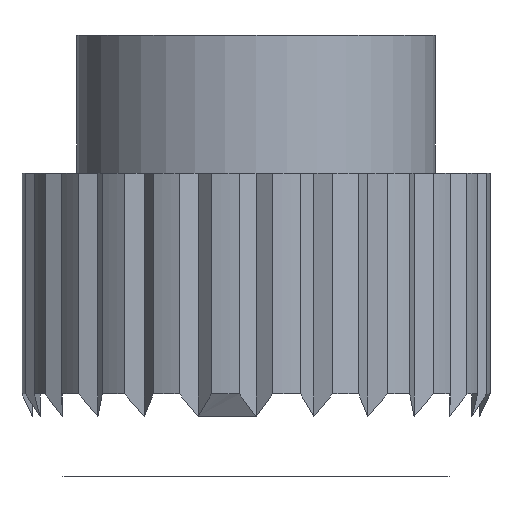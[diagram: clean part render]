
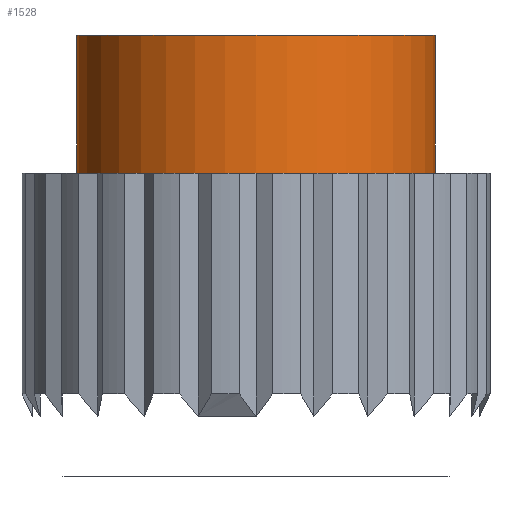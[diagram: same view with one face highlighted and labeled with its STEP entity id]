
A CAD part, front view. The second image highlights one B-rep face of the part: STEP entity #1528.
In plain terms, the highlighted cylindrical face has radius 6.5 mm (diameter 13 mm), a full revolution.
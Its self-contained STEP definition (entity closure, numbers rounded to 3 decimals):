
#43=CYLINDRICAL_SURFACE('',#1678,6.5);
#169=LINE('',#2632,#293);
#293=VECTOR('',#2076,6.5);
#423=FACE_OUTER_BOUND('',#507,.T.);
#507=EDGE_LOOP('',(#1391,#1392,#1393,#1394));
#558=CIRCLE('',#1669,6.5);
#561=CIRCLE('',#1674,6.5);
#709=VERTEX_POINT('',#2615);
#712=VERTEX_POINT('',#2624);
#933=EDGE_CURVE('',#709,#709,#558,.F.);
#937=EDGE_CURVE('',#712,#712,#561,.T.);
#940=EDGE_CURVE('',#712,#709,#169,.T.);
#1391=ORIENTED_EDGE('',*,*,#937,.F.);
#1392=ORIENTED_EDGE('',*,*,#940,.T.);
#1393=ORIENTED_EDGE('',*,*,#933,.T.);
#1394=ORIENTED_EDGE('',*,*,#940,.F.);
#1528=ADVANCED_FACE('',(#423),#43,.T.);
#1669=AXIS2_PLACEMENT_3D('',#2616,#2054,#2055);
#1674=AXIS2_PLACEMENT_3D('',#2625,#2065,#2066);
#1678=AXIS2_PLACEMENT_3D('',#2631,#2074,#2075);
#2054=DIRECTION('center_axis',(0.,0.,
-1.));
#2055=DIRECTION('ref_axis',(0.,1.,0.));
#2065=DIRECTION('center_axis',(0.,0.,
1.));
#2066=DIRECTION('ref_axis',(0.,1.,0.));
#2074=DIRECTION('center_axis',(0.,0.,1.));
#2075=DIRECTION('ref_axis',(0.,1.,0.));
#2076=DIRECTION('',(0.,0.,-1.));
#2615=CARTESIAN_POINT('',(20.24,-81.049,-10.985));
#2616=CARTESIAN_POINT('Origin',(20.24,-74.549,-10.985));
#2624=CARTESIAN_POINT('',(20.24,-81.049,-5.985));
#2625=CARTESIAN_POINT('Origin',(20.24,-74.549,-5.985));
#2631=CARTESIAN_POINT('Origin',(20.24,-74.549,-20.985));
#2632=CARTESIAN_POINT('',(20.24,-81.049,-20.985));
